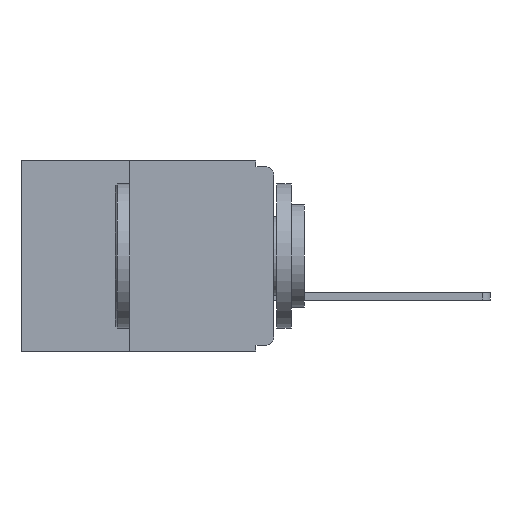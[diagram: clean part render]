
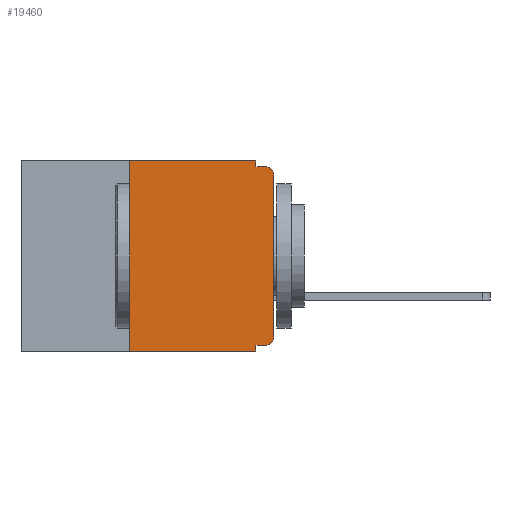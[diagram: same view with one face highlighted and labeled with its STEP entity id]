
A CAD part, left-side view. The second image highlights one B-rep face of the part: STEP entity #19460.
In plain terms, the highlighted planar face has unit normal (-1, 0, 0).
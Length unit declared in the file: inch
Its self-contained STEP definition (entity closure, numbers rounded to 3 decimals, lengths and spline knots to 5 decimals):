
#102 = DIRECTION ( 'NONE',  ( 0., 0., 1. ) ) ;
#272 = DIRECTION ( 'NONE',  ( 0., 1., 0. ) ) ;
#350 = EDGE_CURVE ( 'NONE', #3306, #1909, #17670, .T. ) ;
#678 = DIRECTION ( 'NONE',  ( 0., 0., -1. ) ) ;
#706 = DIRECTION ( 'NONE',  ( 1., 0., 0. ) ) ;
#736 = CARTESIAN_POINT ( 'NONE',  ( 0., 0.437, 0. ) ) ;
#986 = PLANE ( 'NONE',  #18450 ) ;
#1867 = VERTEX_POINT ( 'NONE', #15662 ) ;
#1909 = VERTEX_POINT ( 'NONE', #10294 ) ;
#2026 = CARTESIAN_POINT ( 'NONE',  ( 0., 0., -0.32 ) ) ;
#2340 = CARTESIAN_POINT ( 'NONE',  ( 0., 0.031, 0. ) ) ;
#2728 = LINE ( 'NONE', #16476, #2756 ) ;
#2756 = VECTOR ( 'NONE', #16263, 39.37008 ) ;
#3306 = VERTEX_POINT ( 'NONE', #6843 ) ;
#3599 = ORIENTED_EDGE ( 'NONE', *, *, #5277, .F. ) ;
#3651 = CIRCLE ( 'NONE', #15448, 0.015 ) ;
#3707 = CARTESIAN_POINT ( 'NONE',  ( 0., 0., -0.01 ) ) ;
#3806 = CARTESIAN_POINT ( 'NONE',  ( 0., 0., 0. ) ) ;
#3913 = EDGE_CURVE ( 'NONE', #14826, #7628, #5152, .T. ) ;
#3939 = DIRECTION ( 'NONE',  ( 0., -1., 0. ) ) ;
#3967 = ORIENTED_EDGE ( 'NONE', *, *, #15493, .T. ) ;
#4020 = VERTEX_POINT ( 'NONE', #18284 ) ;
#4299 = ORIENTED_EDGE ( 'NONE', *, *, #16405, .F. ) ;
#5105 = VECTOR ( 'NONE', #102, 39.37008 ) ;
#5152 = LINE ( 'NONE', #3806, #5105 ) ;
#5277 = EDGE_CURVE ( 'NONE', #17311, #7033, #16436, .T. ) ;
#6004 = EDGE_CURVE ( 'NONE', #1909, #4020, #10280, .T. ) ;
#6843 = CARTESIAN_POINT ( 'NONE',  ( 0., 0.031, 0. ) ) ;
#7033 = VERTEX_POINT ( 'NONE', #20100 ) ;
#7352 = CARTESIAN_POINT ( 'NONE',  ( 0., 0., -0.025 ) ) ;
#7399 = CARTESIAN_POINT ( 'NONE',  ( 0., 0., -0.305 ) ) ;
#7628 = VERTEX_POINT ( 'NONE', #7352 ) ;
#7756 = VECTOR ( 'NONE', #19488, 39.37008 ) ;
#8024 = LINE ( 'NONE', #18811, #7756 ) ;
#9241 = EDGE_LOOP ( 'NONE', ( #14753, #12712, #13992, #10755, #18678, #4299, #3967, #20198, #3599, #14729 ) ) ;
#9761 = CARTESIAN_POINT ( 'NONE',  ( 0., 0.031, -0.33 ) ) ;
#9919 = AXIS2_PLACEMENT_3D ( 'NONE', #12203, #12082, #12008 ) ;
#9981 = DIRECTION ( 'NONE',  ( 0., 0., -1. ) ) ;
#10232 = VECTOR ( 'NONE', #3939, 39.37008 ) ;
#10280 = LINE ( 'NONE', #3707, #10232 ) ;
#10294 = CARTESIAN_POINT ( 'NONE',  ( 0., 0.031, -0.01 ) ) ;
#10755 = ORIENTED_EDGE ( 'NONE', *, *, #350, .F. ) ;
#11837 = EDGE_CURVE ( 'NONE', #17311, #14826, #19287, .T. ) ;
#12008 = DIRECTION ( 'NONE',  ( 0., 0., -1. ) ) ;
#12082 = DIRECTION ( 'NONE',  ( -1., 0., 0. ) ) ;
#12203 = CARTESIAN_POINT ( 'NONE',  ( 0., 0.015, -0.305 ) ) ;
#12534 = EDGE_CURVE ( 'NONE', #7628, #4020, #3651, .T. ) ;
#12712 = ORIENTED_EDGE ( 'NONE', *, *, #12534, .T. ) ;
#12723 = FACE_OUTER_BOUND ( 'NONE', #9241, .T. ) ;
#13438 = VECTOR ( 'NONE', #13865, 39.37008 ) ;
#13524 = LINE ( 'NONE', #14368, #13438 ) ;
#13536 = EDGE_CURVE ( 'NONE', #7033, #16455, #19632, .T. ) ;
#13865 = DIRECTION ( 'NONE',  ( 0., -1., 0. ) ) ;
#13970 = VERTEX_POINT ( 'NONE', #14887 ) ;
#13992 = ORIENTED_EDGE ( 'NONE', *, *, #6004, .F. ) ;
#14368 = CARTESIAN_POINT ( 'NONE',  ( 0., 0.437, 0. ) ) ;
#14618 = EDGE_CURVE ( 'NONE', #13970, #3306, #13524, .T. ) ;
#14729 = ORIENTED_EDGE ( 'NONE', *, *, #11837, .T. ) ;
#14753 = ORIENTED_EDGE ( 'NONE', *, *, #3913, .T. ) ;
#14808 = DIRECTION ( 'NONE',  ( 0., 0., -1. ) ) ;
#14822 = DIRECTION ( 'NONE',  ( -1., 0., 0. ) ) ;
#14826 = VERTEX_POINT ( 'NONE', #7399 ) ;
#14851 = CARTESIAN_POINT ( 'NONE',  ( 0., 0.015, -0.32 ) ) ;
#14887 = CARTESIAN_POINT ( 'NONE',  ( 0., 0.25, 0. ) ) ;
#14899 = CARTESIAN_POINT ( 'NONE',  ( 0., 0.015, -0.025 ) ) ;
#15448 = AXIS2_PLACEMENT_3D ( 'NONE', #14899, #14822, #14808 ) ;
#15493 = EDGE_CURVE ( 'NONE', #1867, #16455, #8024, .T. ) ;
#15662 = CARTESIAN_POINT ( 'NONE',  ( 0., 0.25, -0.33 ) ) ;
#15750 = CARTESIAN_POINT ( 'NONE',  ( 0., 0.031, -0.33 ) ) ;
#16263 = DIRECTION ( 'NONE',  ( 0., 0., 1. ) ) ;
#16273 = VECTOR ( 'NONE', #272, 39.37008 ) ;
#16405 = EDGE_CURVE ( 'NONE', #1867, #13970, #2728, .T. ) ;
#16436 = LINE ( 'NONE', #2026, #16273 ) ;
#16455 = VERTEX_POINT ( 'NONE', #15750 ) ;
#16476 = CARTESIAN_POINT ( 'NONE',  ( 0., 0.25, -0.33 ) ) ;
#17242 = VECTOR ( 'NONE', #20134, 39.37008 ) ;
#17311 = VERTEX_POINT ( 'NONE', #14851 ) ;
#17548 = VECTOR ( 'NONE', #9981, 39.37008 ) ;
#17670 = LINE ( 'NONE', #2340, #17242 ) ;
#18284 = CARTESIAN_POINT ( 'NONE',  ( 0., 0.015, -0.01 ) ) ;
#18450 = AXIS2_PLACEMENT_3D ( 'NONE', #736, #706, #678 ) ;
#18678 = ORIENTED_EDGE ( 'NONE', *, *, #14618, .F. ) ;
#18811 = CARTESIAN_POINT ( 'NONE',  ( 0., 0.437, -0.33 ) ) ;
#19287 = CIRCLE ( 'NONE', #9919, 0.015 ) ;
#19460 = ADVANCED_FACE ( 'NONE', ( #12723 ), #986, .F. ) ;
#19488 = DIRECTION ( 'NONE',  ( 0., -1., 0. ) ) ;
#19632 = LINE ( 'NONE', #9761, #17548 ) ;
#20100 = CARTESIAN_POINT ( 'NONE',  ( 0., 0.031, -0.32 ) ) ;
#20134 = DIRECTION ( 'NONE',  ( 0., 0., -1. ) ) ;
#20198 = ORIENTED_EDGE ( 'NONE', *, *, #13536, .F. ) ;
